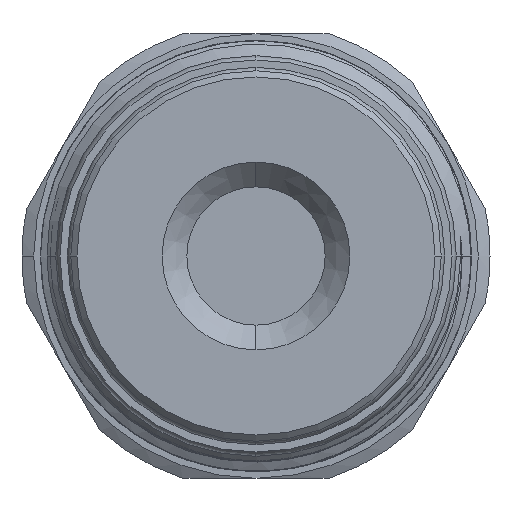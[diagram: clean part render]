
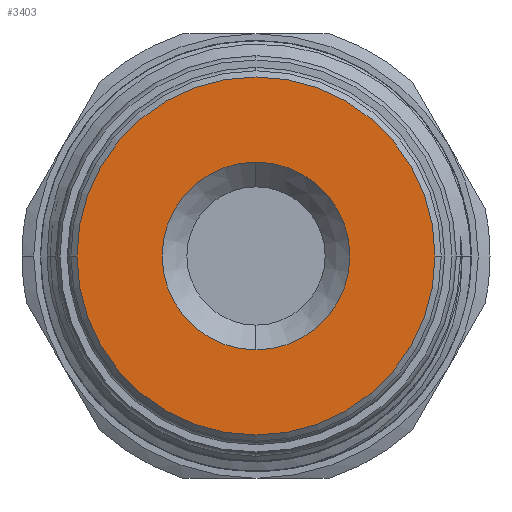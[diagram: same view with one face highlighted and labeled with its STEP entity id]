
A CAD part, left-side view. The second image highlights one B-rep face of the part: STEP entity #3403.
In plain terms, the highlighted planar face has unit normal (-1, 0, 0).
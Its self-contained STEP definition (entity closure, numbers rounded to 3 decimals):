
#28 = AXIS2_PLACEMENT_3D ( 'NONE', #1773, #3870, #7743 ) ;
#152 = CIRCLE ( 'NONE', #4646, 7.6 ) ;
#1005 = CARTESIAN_POINT ( 'NONE',  ( -47.8, 0., -7.6 ) ) ;
#1729 = DIRECTION ( 'NONE',  ( -1., 0., 0. ) ) ;
#1773 = CARTESIAN_POINT ( 'NONE',  ( -47.8, 0., 0. ) ) ;
#1919 = EDGE_LOOP ( 'NONE', ( #12518, #4093 ) ) ;
#1997 = ORIENTED_EDGE ( 'NONE', *, *, #9020, .T. ) ;
#2299 = CARTESIAN_POINT ( 'NONE',  ( -47.8, 0., 0. ) ) ;
#3067 = AXIS2_PLACEMENT_3D ( 'NONE', #4734, #1729, #11545 ) ;
#3190 = CARTESIAN_POINT ( 'NONE',  ( -47.8, 0., 0. ) ) ;
#3378 = DIRECTION ( 'NONE',  ( 0., 1., 0. ) ) ;
#3403 = ADVANCED_FACE ( 'NONE', ( #3997, #6464 ), #7789, .F. ) ;
#3870 = DIRECTION ( 'NONE',  ( 1., 0., 0. ) ) ;
#3974 = AXIS2_PLACEMENT_3D ( 'NONE', #2299, #9124, #3378 ) ;
#3997 = FACE_OUTER_BOUND ( 'NONE', #1919, .T. ) ;
#4093 = ORIENTED_EDGE ( 'NONE', *, *, #8058, .T. ) ;
#4225 = VERTEX_POINT ( 'NONE', #8812 ) ;
#4278 = CARTESIAN_POINT ( 'NONE',  ( -47.8, 0., 0. ) ) ;
#4418 = CIRCLE ( 'NONE', #10255, 14.5 ) ;
#4646 = AXIS2_PLACEMENT_3D ( 'NONE', #4278, #11026, #12077 ) ;
#4734 = CARTESIAN_POINT ( 'NONE',  ( -47.8, 0., 0. ) ) ;
#5006 = EDGE_LOOP ( 'NONE', ( #1997, #12103 ) ) ;
#5201 = DIRECTION ( 'NONE',  ( -1., 0., 0. ) ) ;
#5345 = VERTEX_POINT ( 'NONE', #10516 ) ;
#6464 = FACE_BOUND ( 'NONE', #5006, .T. ) ;
#6639 = VERTEX_POINT ( 'NONE', #9521 ) ;
#7743 = DIRECTION ( 'NONE',  ( 0., 1., 0. ) ) ;
#7789 = PLANE ( 'NONE',  #28 ) ;
#8058 = EDGE_CURVE ( 'NONE', #6639, #5345, #10996, .T. ) ;
#8462 = EDGE_CURVE ( 'NONE', #9912, #4225, #8730, .T. ) ;
#8730 = CIRCLE ( 'NONE', #3974, 7.6 ) ;
#8810 = EDGE_CURVE ( 'NONE', #5345, #6639, #4418, .T. ) ;
#8812 = CARTESIAN_POINT ( 'NONE',  ( -47.8, 0., 7.6 ) ) ;
#9020 = EDGE_CURVE ( 'NONE', #4225, #9912, #152, .T. ) ;
#9124 = DIRECTION ( 'NONE',  ( 1., 0., 0. ) ) ;
#9521 = CARTESIAN_POINT ( 'NONE',  ( -47.8, -14.5, 0. ) ) ;
#9912 = VERTEX_POINT ( 'NONE', #1005 ) ;
#10015 = DIRECTION ( 'NONE',  ( 0., 1., 0. ) ) ;
#10255 = AXIS2_PLACEMENT_3D ( 'NONE', #3190, #5201, #10015 ) ;
#10516 = CARTESIAN_POINT ( 'NONE',  ( -47.8, 14.5, 0. ) ) ;
#10996 = CIRCLE ( 'NONE', #3067, 14.5 ) ;
#11026 = DIRECTION ( 'NONE',  ( 1., 0., 0. ) ) ;
#11545 = DIRECTION ( 'NONE',  ( 0., 1., 0. ) ) ;
#12077 = DIRECTION ( 'NONE',  ( 0., 1., 0. ) ) ;
#12103 = ORIENTED_EDGE ( 'NONE', *, *, #8462, .T. ) ;
#12518 = ORIENTED_EDGE ( 'NONE', *, *, #8810, .T. ) ;
